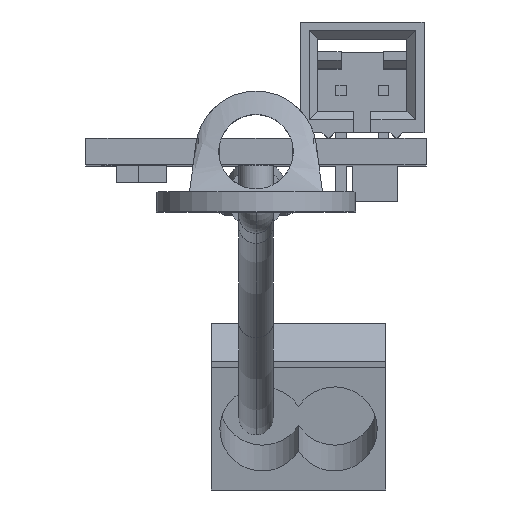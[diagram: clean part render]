
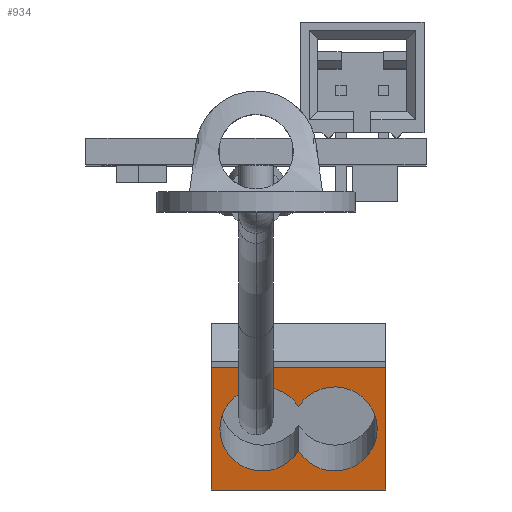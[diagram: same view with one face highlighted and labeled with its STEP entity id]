
A CAD part, top view. The second image highlights one B-rep face of the part: STEP entity #934.
In plain terms, the highlighted face is planar.
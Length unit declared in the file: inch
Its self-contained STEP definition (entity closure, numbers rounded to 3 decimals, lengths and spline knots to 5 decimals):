
#64 = EDGE_LOOP ( 'NONE', ( #7537, #7535, #7550 ) ) ;
#68 = EDGE_LOOP ( 'NONE', ( #7531, #7501, #7539, #7506 ) ) ;
#934 = ADVANCED_FACE ( 'NONE', ( #2013, #2014 ), #3174, .F. ) ;
#1425 = VERTEX_POINT ( 'NONE', #4515 ) ;
#1427 = VERTEX_POINT ( 'NONE', #4517 ) ;
#1428 = VERTEX_POINT ( 'NONE', #4518 ) ;
#1429 = VERTEX_POINT ( 'NONE', #4519 ) ;
#1438 = VERTEX_POINT ( 'NONE', #4528 ) ;
#1439 = VERTEX_POINT ( 'NONE', #4529 ) ;
#1440 = VERTEX_POINT ( 'NONE', #4530 ) ;
#2013 = FACE_BOUND ( 'NONE', #64, .T. ) ;
#2014 = FACE_OUTER_BOUND ( 'NONE', #68, .T. ) ;
#3174 = PLANE ( 'NONE',  #3696 ) ;
#3175 = CARTESIAN_POINT ( 'NONE',  ( 0.205, 0., 0. ) ) ;
#3176 = DIRECTION ( 'NONE',  ( 0., 0., -1. ) ) ;
#3177 = DIRECTION ( 'NONE',  ( -1., 0., 0. ) ) ;
#3696 = AXIS2_PLACEMENT_3D ( 'NONE', #3175, #3176, #3177 ) ;
#4515 = CARTESIAN_POINT ( 'NONE',  ( 0.185, 0.14518, 0. ) ) ;
#4517 = CARTESIAN_POINT ( 'NONE',  ( -0.205, 0., 0. ) ) ;
#4518 = CARTESIAN_POINT ( 'NONE',  ( 0., 0.19786, 0. ) ) ;
#4519 = CARTESIAN_POINT ( 'NONE',  ( 0.205, 0., 0. ) ) ;
#4528 = CARTESIAN_POINT ( 'NONE',  ( -0.205, 0.29036, 0. ) ) ;
#4529 = CARTESIAN_POINT ( 'NONE',  ( 0.205, 0.29036, 0. ) ) ;
#4530 = CARTESIAN_POINT ( 'NONE',  ( 0., 0.0925, 0. ) ) ;
#5740 = LINE ( 'NONE', #6688, #7177 ) ;
#5753 = LINE ( 'NONE', #6714, #7191 ) ;
#5756 = LINE ( 'NONE', #6726, #7199 ) ;
#5757 = LINE ( 'NONE', #6728, #7201 ) ;
#5905 = EDGE_CURVE ( 'NONE', #1425, #1428, #7171, .T. ) ;
#5910 = EDGE_CURVE ( 'NONE', #1429, #1427, #5740, .T. ) ;
#5923 = EDGE_CURVE ( 'NONE', #1439, #1438, #5753, .T. ) ;
#5926 = EDGE_CURVE ( 'NONE', #1428, #1440, #7190, .T. ) ;
#5927 = EDGE_CURVE ( 'NONE', #1440, #1425, #7157, .T. ) ;
#5928 = EDGE_CURVE ( 'NONE', #1438, #1427, #5756, .T. ) ;
#5929 = EDGE_CURVE ( 'NONE', #1439, #1429, #5757, .T. ) ;
#6677 = CARTESIAN_POINT ( 'NONE',  ( 0.085, 0.14518, 0. ) ) ;
#6678 = DIRECTION ( 'NONE',  ( 0., 0., 1. ) ) ;
#6679 = DIRECTION ( 'NONE',  ( -1., 0., 0. ) ) ;
#6688 = CARTESIAN_POINT ( 'NONE',  ( 0.205, 0., 0. ) ) ;
#6689 = DIRECTION ( 'NONE',  ( -1., 0., 0. ) ) ;
#6714 = CARTESIAN_POINT ( 'NONE',  ( 0.205, 0.29036, 0. ) ) ;
#6715 = DIRECTION ( 'NONE',  ( -1., 0., 0. ) ) ;
#6720 = CARTESIAN_POINT ( 'NONE',  ( -0.085, 0.14518, 0. ) ) ;
#6721 = DIRECTION ( 'NONE',  ( 0., 0., 1. ) ) ;
#6722 = DIRECTION ( 'NONE',  ( 1., 0., 0. ) ) ;
#6723 = CARTESIAN_POINT ( 'NONE',  ( 0.085, 0.14518, 0. ) ) ;
#6724 = DIRECTION ( 'NONE',  ( 0., 0., 1. ) ) ;
#6725 = DIRECTION ( 'NONE',  ( -1., 0., 0. ) ) ;
#6726 = CARTESIAN_POINT ( 'NONE',  ( -0.205, 0., 0. ) ) ;
#6727 = DIRECTION ( 'NONE',  ( 0., -1., 0. ) ) ;
#6728 = CARTESIAN_POINT ( 'NONE',  ( 0.205, 0., 0. ) ) ;
#6729 = DIRECTION ( 'NONE',  ( 0., -1., 0. ) ) ;
#7157 = CIRCLE ( 'NONE', #7197, 0.1 ) ;
#7171 = CIRCLE ( 'NONE', #7172, 0.1 ) ;
#7172 = AXIS2_PLACEMENT_3D ( 'NONE', #6677, #6678, #6679 ) ;
#7177 = VECTOR ( 'NONE', #6689, 39.37008 ) ;
#7190 = CIRCLE ( 'NONE', #7195, 0.1 ) ;
#7191 = VECTOR ( 'NONE', #6715, 39.37008 ) ;
#7195 = AXIS2_PLACEMENT_3D ( 'NONE', #6720, #6721, #6722 ) ;
#7197 = AXIS2_PLACEMENT_3D ( 'NONE', #6723, #6724, #6725 ) ;
#7199 = VECTOR ( 'NONE', #6727, 39.37008 ) ;
#7201 = VECTOR ( 'NONE', #6729, 39.37008 ) ;
#7501 = ORIENTED_EDGE ( 'NONE', *, *, #5910, .F. ) ;
#7506 = ORIENTED_EDGE ( 'NONE', *, *, #5923, .T. ) ;
#7531 = ORIENTED_EDGE ( 'NONE', *, *, #5928, .T. ) ;
#7535 = ORIENTED_EDGE ( 'NONE', *, *, #5905, .F. ) ;
#7537 = ORIENTED_EDGE ( 'NONE', *, *, #5926, .F. ) ;
#7539 = ORIENTED_EDGE ( 'NONE', *, *, #5929, .F. ) ;
#7550 = ORIENTED_EDGE ( 'NONE', *, *, #5927, .F. ) ;
